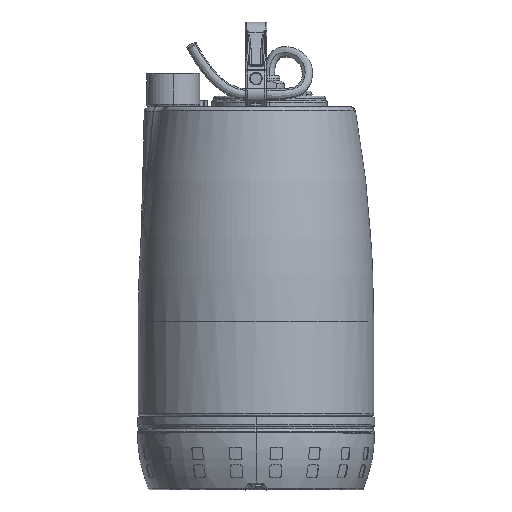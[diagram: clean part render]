
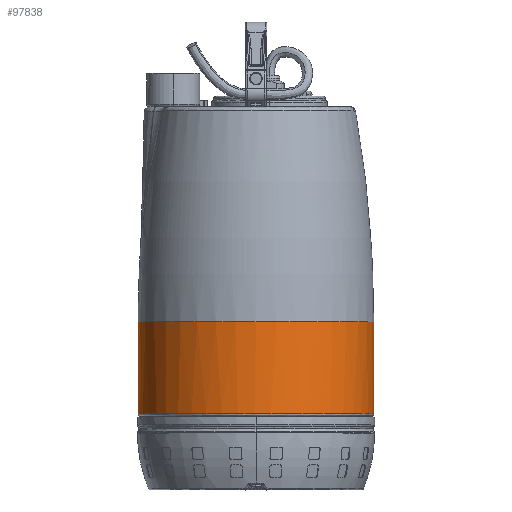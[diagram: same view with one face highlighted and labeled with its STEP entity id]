
A CAD part, top view. The second image highlights one B-rep face of the part: STEP entity #97838.
In plain terms, the highlighted cylindrical face has radius 113.25 mm (diameter 226.5 mm), a partial arc.
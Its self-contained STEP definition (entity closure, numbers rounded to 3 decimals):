
#1821 = DIRECTION ( 'NONE',  ( 0., -1., 0. ) ) ;
#3118 = CARTESIAN_POINT ( 'NONE',  ( -35.717, -61.707, 112.52 ) ) ;
#4651 = CARTESIAN_POINT ( 'NONE',  ( -133.413, -61.707, 14.824 ) ) ;
#4706 = VERTEX_POINT ( 'NONE', #56492 ) ;
#7895 = EDGE_CURVE ( 'NONE', #99341, #41970, #34524, .T. ) ;
#11877 = CARTESIAN_POINT ( 'NONE',  ( 64.428, -61.707, 74.839 ) ) ;
#12888 = CARTESIAN_POINT ( 'NONE',  ( 80.9, -61.707, 50.187 ) ) ;
#19068 = CARTESIAN_POINT ( 'NONE',  ( -71.08, -61.707, 101.793 ) ) ;
#19588 = CARTESIAN_POINT ( 'NONE',  ( 92.357, -61.707, 7.412 ) ) ;
#20594 = CARTESIAN_POINT ( 'NONE',  ( 35.863, -61.707, 98.282 ) ) ;
#23718 = CARTESIAN_POINT ( 'NONE',  ( 92.357, 26.561, 0. ) ) ;
#25773 = CARTESIAN_POINT ( 'NONE',  ( 92.357, -63.439, 0. ) ) ;
#26258 = CARTESIAN_POINT ( 'NONE',  ( -95.731, -61.707, 85.321 ) ) ;
#26271 = DIRECTION ( 'NONE',  ( 1., 0., 0. ) ) ;
#26514 = CARTESIAN_POINT ( 'NONE',  ( -20.893, -63.439, 0. ) ) ;
#26770 = CARTESIAN_POINT ( 'NONE',  ( -110.939, -61.707, 69.081 ) ) ;
#26784 = DIRECTION ( 'NONE',  ( 0., -1., 0. ) ) ;
#27284 = CARTESIAN_POINT ( 'NONE',  ( -119.175, -61.707, 56.755 ) ) ;
#27794 = CARTESIAN_POINT ( 'NONE',  ( 92.357, -61.707, 0. ) ) ;
#29703 = ORIENTED_EDGE ( 'NONE', *, *, #96131, .T. ) ;
#30262 = VECTOR ( 'NONE', #96640, 1000. ) ;
#31484 = VERTEX_POINT ( 'NONE', #63160 ) ;
#32176 = LINE ( 'NONE', #47059, #78191 ) ;
#33967 = CARTESIAN_POINT ( 'NONE',  ( 86.573, -61.707, 36.491 ) ) ;
#34488 = CARTESIAN_POINT ( 'NONE',  ( 15.598, -61.707, 107.466 ) ) ;
#34524 = LINE ( 'NONE', #25773, #30262 ) ;
#36005 = CARTESIAN_POINT ( 'NONE',  ( -13.48, -61.707, 113.25 ) ) ;
#37871 = AXIS2_PLACEMENT_3D ( 'NONE', #98646, #26784, #26271 ) ;
#41913 = DIRECTION ( 'NONE',  ( 0., -1., 0. ) ) ;
#41970 = VERTEX_POINT ( 'NONE', #87358 ) ;
#42682 = CARTESIAN_POINT ( 'NONE',  ( -77.648, -61.707, 98.282 ) ) ;
#43425 = DIRECTION ( 'NONE',  ( 1., 0., 0. ) ) ;
#43685 = CARTESIAN_POINT ( 'NONE',  ( -134.143, -61.707, 0. ) ) ;
#44195 = CARTESIAN_POINT ( 'NONE',  ( -50.256, -61.707, 109.628 ) ) ;
#44901 = ORIENTED_EDGE ( 'NONE', *, *, #7895, .F. ) ;
#47059 = CARTESIAN_POINT ( 'NONE',  ( -134.143, -63.439, 0. ) ) ;
#48634 = ORIENTED_EDGE ( 'NONE', *, *, #74920, .T. ) ;
#49834 = CARTESIAN_POINT ( 'NONE',  ( -130.521, -61.707, 29.364 ) ) ;
#50356 = CARTESIAN_POINT ( 'NONE',  ( 53.946, -61.707, 85.321 ) ) ;
#51880 = CARTESIAN_POINT ( 'NONE',  ( 29.294, -61.707, 101.793 ) ) ;
#53708 = AXIS2_PLACEMENT_3D ( 'NONE', #26514, #41913, #43425 ) ;
#55986 = B_SPLINE_CURVE_WITH_KNOTS ( 'NONE', 3,
 ( #43685, #75494, #4651, #49834, #89386, #88885, #27284, #26770, #98142, #26258, #59090, #42682, #19068, #98635, #44195, #3118, #90409, #36005, #58579, #59585, #34488, #51880, #20594, #65776, #50356, #11877, #83202, #89905, #12888, #33967, #65263, #96607, #19588, #27794 ),
 .UNSPECIFIED., .F., .F.,
 ( 4, 2, 2, 2, 2, 2, 2, 2, 2, 2, 2, 2, 2, 2, 2, 2, 4 ),
 ( 0., 0.063, 0.125, 0.188, 0.25, 0.313, 0.375, 0.438, 0.5, 0.563, 0.625, 0.688, 0.75, 0.813, 0.875, 0.938, 1. ),
 .UNSPECIFIED. ) ;
#56492 = CARTESIAN_POINT ( 'NONE',  ( -134.143, 26.561, 0. ) ) ;
#57305 = FACE_OUTER_BOUND ( 'NONE', #71098, .T. ) ;
#57552 = CIRCLE ( 'NONE', #37871, 113.25 ) ;
#58579 = CARTESIAN_POINT ( 'NONE',  ( -6.068, -61.707, 112.52 ) ) ;
#59090 = CARTESIAN_POINT ( 'NONE',  ( -89.974, -61.707, 90.046 ) ) ;
#59585 = CARTESIAN_POINT ( 'NONE',  ( 8.471, -61.707, 109.628 ) ) ;
#63160 = CARTESIAN_POINT ( 'NONE',  ( -134.143, -61.707, 0. ) ) ;
#65263 = CARTESIAN_POINT ( 'NONE',  ( 88.735, -61.707, 29.364 ) ) ;
#65516 = CYLINDRICAL_SURFACE ( 'NONE', #53708, 113.25 ) ;
#65776 = CARTESIAN_POINT ( 'NONE',  ( 48.189, -61.707, 90.046 ) ) ;
#66911 = EDGE_CURVE ( 'NONE', #99341, #4706, #57552, .T. ) ;
#71098 = EDGE_LOOP ( 'NONE', ( #74653, #29703, #48634, #44901 ) ) ;
#74653 = ORIENTED_EDGE ( 'NONE', *, *, #66911, .T. ) ;
#74920 = EDGE_CURVE ( 'NONE', #31484, #41970, #55986, .T. ) ;
#75494 = CARTESIAN_POINT ( 'NONE',  ( -134.143, -61.707, 7.412 ) ) ;
#78191 = VECTOR ( 'NONE', #1821, 1000. ) ;
#83202 = CARTESIAN_POINT ( 'NONE',  ( 69.153, -61.707, 69.081 ) ) ;
#87358 = CARTESIAN_POINT ( 'NONE',  ( 92.357, -61.707, 0. ) ) ;
#88885 = CARTESIAN_POINT ( 'NONE',  ( -122.686, -61.707, 50.187 ) ) ;
#89386 = CARTESIAN_POINT ( 'NONE',  ( -128.359, -61.707, 36.491 ) ) ;
#89905 = CARTESIAN_POINT ( 'NONE',  ( 77.389, -61.707, 56.755 ) ) ;
#90409 = CARTESIAN_POINT ( 'NONE',  ( -28.305, -61.707, 113.25 ) ) ;
#96131 = EDGE_CURVE ( 'NONE', #4706, #31484, #32176, .T. ) ;
#96607 = CARTESIAN_POINT ( 'NONE',  ( 91.627, -61.707, 14.824 ) ) ;
#96640 = DIRECTION ( 'NONE',  ( 0., -1., 0. ) ) ;
#97838 = ADVANCED_FACE ( 'NONE', ( #57305 ), #65516, .T. ) ;
#98142 = CARTESIAN_POINT ( 'NONE',  ( -106.214, -61.707, 74.839 ) ) ;
#98635 = CARTESIAN_POINT ( 'NONE',  ( -57.384, -61.707, 107.466 ) ) ;
#98646 = CARTESIAN_POINT ( 'NONE',  ( -20.893, 26.561, 0. ) ) ;
#99341 = VERTEX_POINT ( 'NONE', #23718 ) ;
